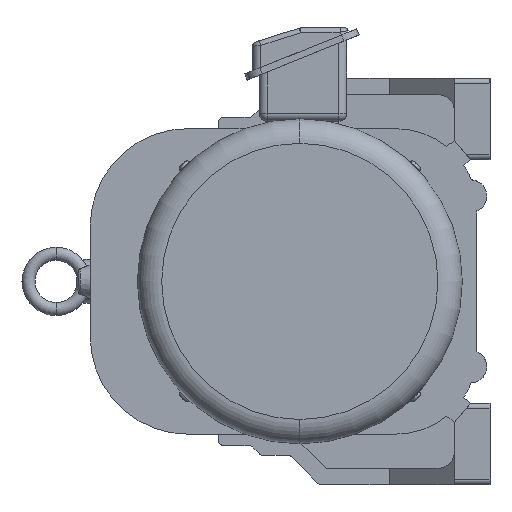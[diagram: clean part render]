
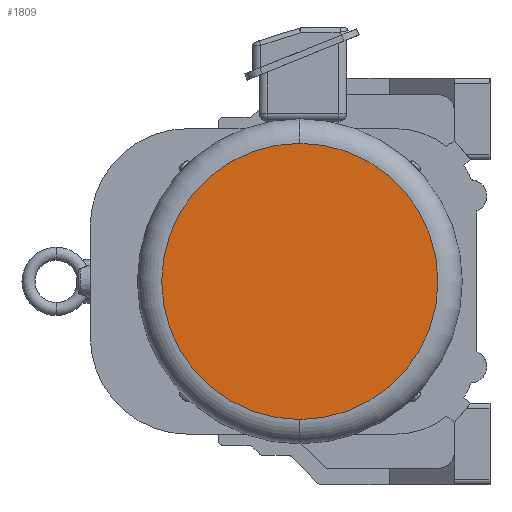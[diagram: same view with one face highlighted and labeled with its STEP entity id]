
A CAD part, left-side view. The second image highlights one B-rep face of the part: STEP entity #1809.
In plain terms, the highlighted planar face has unit normal (-1, 0, 0).
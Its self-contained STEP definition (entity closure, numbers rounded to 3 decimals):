
#1104 = ORIENTED_EDGE ( 'NONE', *, *, #14224, .T. ) ;
#1176 = ORIENTED_EDGE ( 'NONE', *, *, #39334, .T. ) ;
#1586 = PLANE ( 'NONE',  #2223 ) ;
#1809 = ADVANCED_FACE ( 'NONE', ( #5637 ), #1586, .F. ) ;
#2223 = AXIS2_PLACEMENT_3D ( 'NONE', #33213, #37291, #20792 ) ;
#2685 = CARTESIAN_POINT ( 'NONE',  ( -396.5, 0., 85. ) ) ;
#5637 = FACE_OUTER_BOUND ( 'NONE', #46667, .T. ) ;
#9562 = CIRCLE ( 'NONE', #22506, 85. ) ;
#9876 = DIRECTION ( 'NONE',  ( -1., 0., 0. ) ) ;
#14224 = EDGE_CURVE ( 'NONE', #22565, #29591, #48605, .T. ) ;
#16117 = CARTESIAN_POINT ( 'NONE',  ( -396.5, 0., 0. ) ) ;
#20792 = DIRECTION ( 'NONE',  ( 0., 0., -1. ) ) ;
#20961 = AXIS2_PLACEMENT_3D ( 'NONE', #42874, #9876, #50995 ) ;
#22506 = AXIS2_PLACEMENT_3D ( 'NONE', #16117, #49919, #24245 ) ;
#22565 = VERTEX_POINT ( 'NONE', #40518 ) ;
#24245 = DIRECTION ( 'NONE',  ( 0., 0., 1. ) ) ;
#29591 = VERTEX_POINT ( 'NONE', #2685 ) ;
#33213 = CARTESIAN_POINT ( 'NONE',  ( -396.5, 0., 0. ) ) ;
#37291 = DIRECTION ( 'NONE',  ( 1., 0., 0. ) ) ;
#39334 = EDGE_CURVE ( 'NONE', #29591, #22565, #9562, .T. ) ;
#40518 = CARTESIAN_POINT ( 'NONE',  ( -396.5, 0., -85. ) ) ;
#42874 = CARTESIAN_POINT ( 'NONE',  ( -396.5, 0., 0. ) ) ;
#46667 = EDGE_LOOP ( 'NONE', ( #1176, #1104 ) ) ;
#48605 = CIRCLE ( 'NONE', #20961, 85. ) ;
#49919 = DIRECTION ( 'NONE',  ( -1., 0., 0. ) ) ;
#50995 = DIRECTION ( 'NONE',  ( 0., 0., 1. ) ) ;
